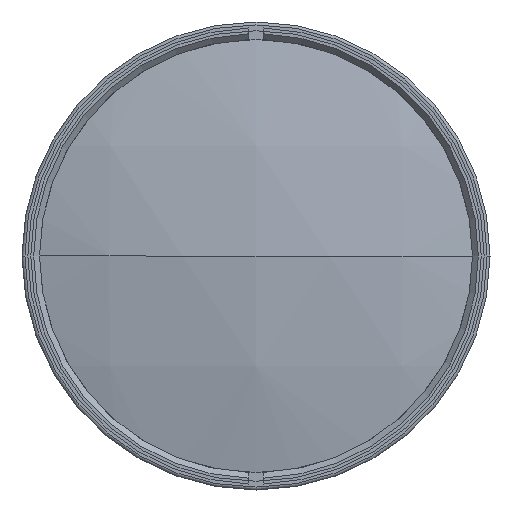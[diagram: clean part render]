
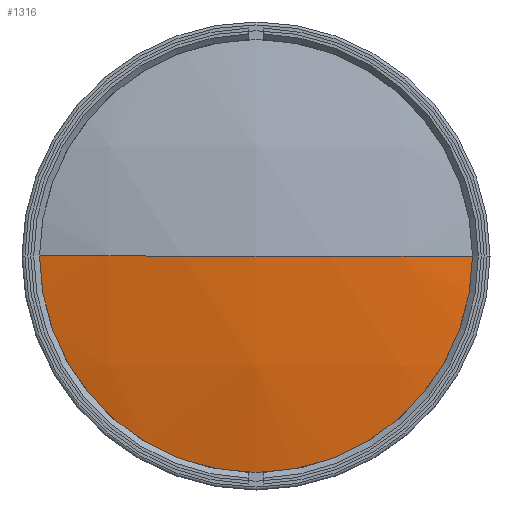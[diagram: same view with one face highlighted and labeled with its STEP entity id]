
A CAD part, left-side view. The second image highlights one B-rep face of the part: STEP entity #1316.
In plain terms, the highlighted spherical face has radius 161 mm.
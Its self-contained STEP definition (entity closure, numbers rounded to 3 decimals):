
#246 = EDGE_LOOP ( 'NONE', ( #539, #518, #2218 ) ) ;
#319 = CIRCLE ( 'NONE', #765, 161. ) ;
#389 = CARTESIAN_POINT ( 'NONE',  ( -165.23, 0., 0. ) ) ;
#484 = CIRCLE ( 'NONE', #2738, 37.5 ) ;
#515 = EDGE_CURVE ( 'NONE', #2473, #1950, #2781, .T. ) ;
#518 = ORIENTED_EDGE ( 'NONE', *, *, #515, .T. ) ;
#539 = ORIENTED_EDGE ( 'NONE', *, *, #1262, .T. ) ;
#589 = CARTESIAN_POINT ( 'NONE',  ( -160.802, 0., 0. ) ) ;
#765 = AXIS2_PLACEMENT_3D ( 'NONE', #1793, #1239, #1516 ) ;
#812 = DIRECTION ( 'NONE',  ( 0., 0., -1. ) ) ;
#1239 = DIRECTION ( 'NONE',  ( 0., 0., 1. ) ) ;
#1262 = EDGE_CURVE ( 'NONE', #1833, #2473, #484, .T. ) ;
#1316 = ADVANCED_FACE ( 'NONE', ( #2433 ), #1581, .T. ) ;
#1516 = DIRECTION ( 'NONE',  ( 0., -1., 0. ) ) ;
#1563 = AXIS2_PLACEMENT_3D ( 'NONE', #2852, #2833, #3316 ) ;
#1578 = AXIS2_PLACEMENT_3D ( 'NONE', #2378, #812, #3137 ) ;
#1581 = SPHERICAL_SURFACE ( 'NONE', #1578, 161. ) ;
#1793 = CARTESIAN_POINT ( 'NONE',  ( -4.23, 0., 0. ) ) ;
#1833 = VERTEX_POINT ( 'NONE', #2210 ) ;
#1950 = VERTEX_POINT ( 'NONE', #389 ) ;
#2030 = CARTESIAN_POINT ( 'NONE',  ( -160.802, -37.5, 0. ) ) ;
#2158 = DIRECTION ( 'NONE',  ( 0., 0., 1. ) ) ;
#2210 = CARTESIAN_POINT ( 'NONE',  ( -160.802, 37.5, 0. ) ) ;
#2218 = ORIENTED_EDGE ( 'NONE', *, *, #3306, .F. ) ;
#2378 = CARTESIAN_POINT ( 'NONE',  ( -4.23, 0., 0. ) ) ;
#2433 = FACE_OUTER_BOUND ( 'NONE', #246, .T. ) ;
#2473 = VERTEX_POINT ( 'NONE', #2030 ) ;
#2738 = AXIS2_PLACEMENT_3D ( 'NONE', #589, #3186, #2158 ) ;
#2781 = CIRCLE ( 'NONE', #1563, 161. ) ;
#2833 = DIRECTION ( 'NONE',  ( 0., 0., -1. ) ) ;
#2852 = CARTESIAN_POINT ( 'NONE',  ( -4.23, 0., 0. ) ) ;
#3137 = DIRECTION ( 'NONE',  ( 0., 1., 0. ) ) ;
#3186 = DIRECTION ( 'NONE',  ( -1., 0., 0. ) ) ;
#3306 = EDGE_CURVE ( 'NONE', #1833, #1950, #319, .T. ) ;
#3316 = DIRECTION ( 'NONE',  ( 0., 1., 0. ) ) ;
